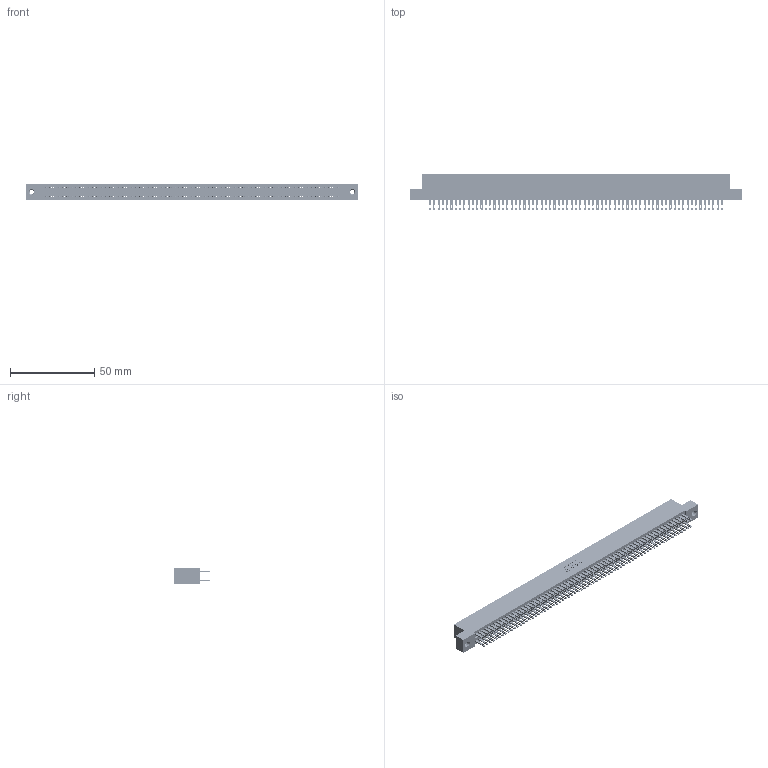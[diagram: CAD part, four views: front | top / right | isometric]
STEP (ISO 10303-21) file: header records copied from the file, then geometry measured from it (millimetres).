
FILE_DESCRIPTION (( 'STEP AP203' ), '1' );
FILE_NAME ('345-138-500-207.STEP', '2019-11-08T13:07:28', ( '' ), ( '' ), 'SwSTEP 2.0', 'SolidWorks 2016', '' );
FILE_SCHEMA (( 'CONFIG_CONTROL_DESIGN' ));
Length unit declared in the file: inch
Products named in the file (4): 345-138-500-207; 345 Part_Flush Mounting Lugs - 0.156 Dia-TI; 345-250-001_345-250-005-103; 345-292-001_345-293-100
Assembly tree (141 placements, depth 2):
  345-138-500-207
    345 Part_Flush Mounting Lugs - 0.156 Dia-TI
    345-292-001_345-293-100  x138
    345-250-001_345-250-005-103  x2
Bounding box: 196.47 x 21.51 x 9.4 mm (x, y, z)
Volume: 19744 mm3; surface area: 31143.3 mm2
Topology: 141 solids, 141 shells, 6534 faces, 19935 edges, 13282 vertices
Faces by surface type: plane 3838, cylinder 2680, cone 12, torus 4
Entity records: 51620 total; most frequent: CARTESIAN_POINT 8607, ORIENTED_EDGE 8534, DIRECTION 7585, EDGE_CURVE 4267, VECTOR 3835, LINE 3835, VERTEX_POINT 2840, AXIS2_PLACEMENT_3D 1875
